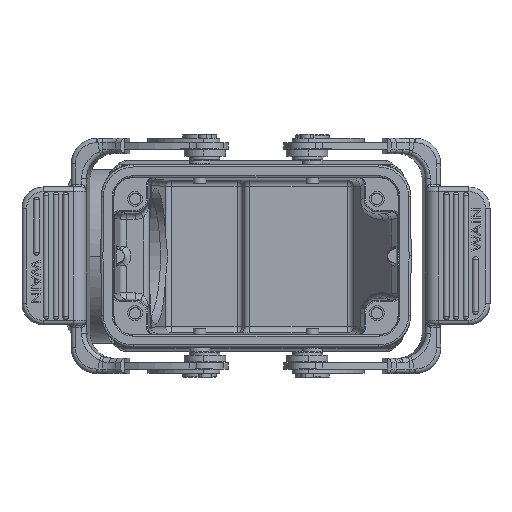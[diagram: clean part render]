
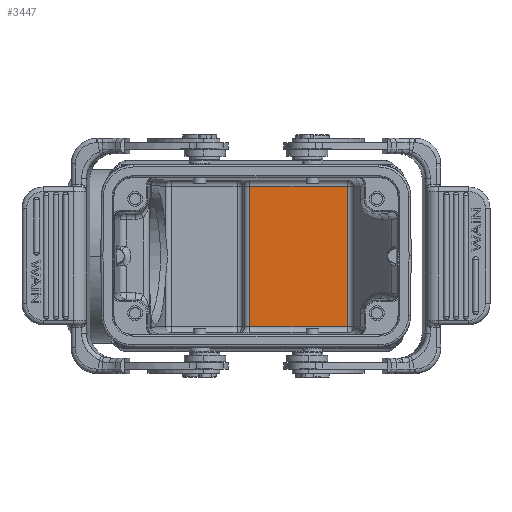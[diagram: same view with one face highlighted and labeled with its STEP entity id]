
A CAD part, top view. The second image highlights one B-rep face of the part: STEP entity #3447.
In plain terms, the highlighted planar face has unit normal (0, 0, 1).
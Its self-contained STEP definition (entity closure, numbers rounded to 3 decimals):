
#2282=PLANE('',#33323);
#3447=ADVANCED_FACE('',(#5774),#2282,.F.);
#5774=FACE_OUTER_BOUND('',#7600,.T.);
#7600=EDGE_LOOP('',(#13079,#13080,#13081,#13082));
#13079=ORIENTED_EDGE('',*,*,#24560,.T.);
#13080=ORIENTED_EDGE('',*,*,#24561,.T.);
#13081=ORIENTED_EDGE('',*,*,#24553,.T.);
#13082=ORIENTED_EDGE('',*,*,#24558,.T.);
#20886=VERTEX_POINT('',#48587);
#20997=VERTEX_POINT('',#49771);
#21000=VERTEX_POINT('',#49789);
#21001=VERTEX_POINT('',#49794);
#24553=EDGE_CURVE('',#20886,#20997,#28462,.T.);
#24558=EDGE_CURVE('',#20997,#21000,#28463,.T.);
#24560=EDGE_CURVE('',#21000,#21001,#28465,.T.);
#24561=EDGE_CURVE('',#21001,#20886,#28466,.T.);
#28462=LINE('',#49770,#30765);
#28463=LINE('',#49790,#30766);
#28465=LINE('',#49793,#30768);
#28466=LINE('',#49795,#30769);
#30765=VECTOR('',#37790,1.);
#30766=VECTOR('',#37799,1.);
#30768=VECTOR('',#37803,1.);
#30769=VECTOR('',#37804,1.);
#33323=AXIS2_PLACEMENT_3D('',#49796,#37805,#37806);
#37790=DIRECTION('',(0.,-1.,0.));
#37799=DIRECTION('',(1.,0.,0.));
#37803=DIRECTION('',(0.,1.,0.));
#37804=DIRECTION('',(-1.,0.,0.));
#37805=DIRECTION('',(0.,0.,-1.));
#37806=DIRECTION('',(-1.,0.,0.));
#48587=CARTESIAN_POINT('',(-1.493,16.546,-65.));
#49770=CARTESIAN_POINT('',(-1.493,16.546,-65.));
#49771=CARTESIAN_POINT('',(-1.493,-16.546,-65.));
#49789=CARTESIAN_POINT('',(21.573,-16.546,-65.));
#49790=CARTESIAN_POINT('',(-1.493,-16.546,-65.));
#49793=CARTESIAN_POINT('',(21.573,-16.546,-65.));
#49794=CARTESIAN_POINT('',(21.573,16.546,-65.));
#49795=CARTESIAN_POINT('',(21.573,16.546,-65.));
#49796=CARTESIAN_POINT('',(22.724,-18.6,-65.));
